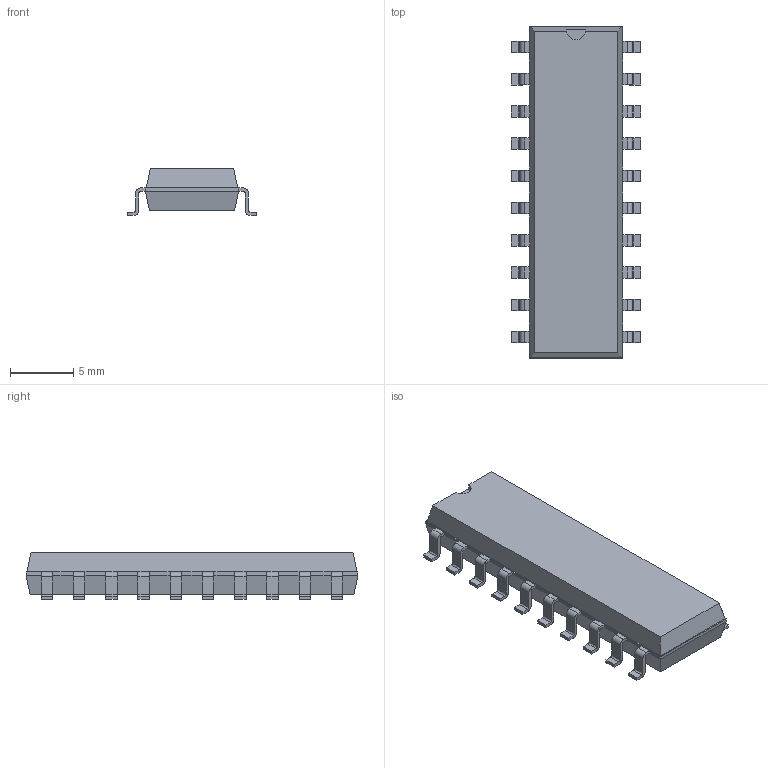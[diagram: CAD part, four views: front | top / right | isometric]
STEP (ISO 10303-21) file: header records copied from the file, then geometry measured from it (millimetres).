
FILE_DESCRIPTION(/* description */ ('model of DIP-20_W8.89mm_SMDSocket_LongPads'),/* implementation_level */ '2;1');
FILE_NAME(/* name */ 'DIP-20_W8.89mm_SMDSocket_LongPads.step',/* time_stamp */ '2017-09-23T12:37:51',/* author */ ('kicad StepUp','ksu'),/* organization */ ('FreeCAD'),/* preprocessor_version */ 'OCC',/* originating_system */ 'kicad StepUp',/* authorisation */ '');
FILE_SCHEMA(('AUTOMOTIVE_DESIGN { 1 0 10303 214 1 1 1 1 }'));
Length unit declared in the file: millimetre
Products named in the file (1): DIP_20_W889mm_SMDSocket_LongPads
Bounding box: 10.19 x 26.16 x 3.68 mm (x, y, z)
Volume: 608.5 mm3; surface area: 708.7 mm2
Topology: 1 solids, 1 shells, 340 faces, 884 edges, 546 vertices
Faces by surface type: plane 207, cylinder 81, bspline 52
Entity records: 12552 total; most frequent: CARTESIAN_POINT 1952, ORIENTED_EDGE 1768, DIRECTION 1607, EDGE_CURVE 884, LINE 701, VECTOR 701, VERTEX_POINT 546, AXIS2_PLACEMENT_3D 453
